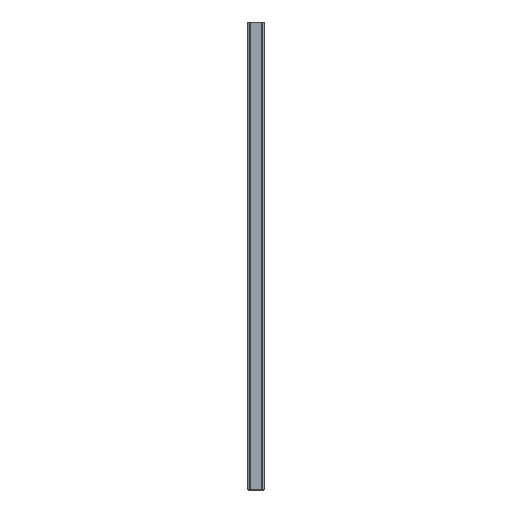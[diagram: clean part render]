
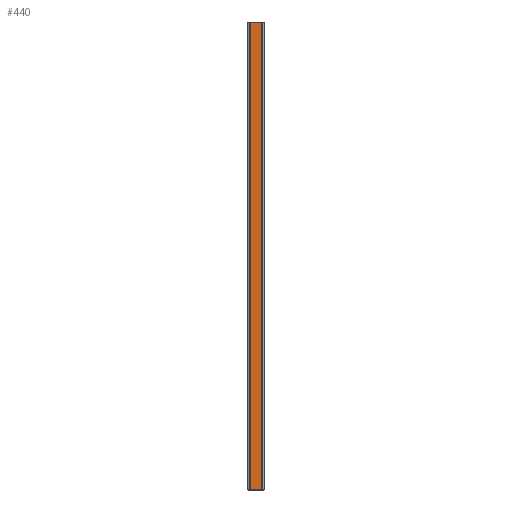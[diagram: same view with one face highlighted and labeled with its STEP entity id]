
A CAD part, top view. The second image highlights one B-rep face of the part: STEP entity #440.
In plain terms, the highlighted planar face has unit normal (0, 0, 1).
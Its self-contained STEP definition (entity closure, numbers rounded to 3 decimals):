
#440=ADVANCED_FACE('',(#912),#913,.T.);
#912=FACE_OUTER_BOUND('',#1399,.T.);
#913=PLANE('',#1400);
#1399=EDGE_LOOP('',(#2710,#2711,#2712,#2713));
#1400=AXIS2_PLACEMENT_3D('',#2714,#2715,#2716);
#2710=ORIENTED_EDGE('',*,*,#3307,.T.);
#2711=ORIENTED_EDGE('',*,*,#3424,.F.);
#2712=ORIENTED_EDGE('',*,*,#3171,.T.);
#2713=ORIENTED_EDGE('',*,*,#3422,.T.);
#2714=CARTESIAN_POINT('',(0.,740.0,26.));
#2715=DIRECTION('',(0.0,0.0,1.0));
#2716=DIRECTION('',(-1.0,0.0,0.0));
#3171=EDGE_CURVE('',#3887,#3885,#3888,.T.);
#3307=EDGE_CURVE('',#4114,#4112,#4115,.T.);
#3422=EDGE_CURVE('',#3885,#4114,#4253,.T.);
#3424=EDGE_CURVE('',#3887,#4112,#4255,.T.);
#3885=VERTEX_POINT('',#4884);
#3887=VERTEX_POINT('',#4887);
#3888=LINE('',#4888,#4889);
#4112=VERTEX_POINT('',#5201);
#4114=VERTEX_POINT('',#5204);
#4115=LINE('',#5205,#5206);
#4253=LINE('',#5382,#5383);
#4255=LINE('',#5385,#5386);
#4884=CARTESIAN_POINT('',(-9.342,740.0,26.));
#4887=CARTESIAN_POINT('',(9.342,740.0,26.));
#4888=CARTESIAN_POINT('',(9.342,740.0,26.));
#4889=VECTOR('',#5720,1.0);
#5201=CARTESIAN_POINT('',(9.342,0.0,26.));
#5204=CARTESIAN_POINT('',(-9.342,0.0,26.));
#5205=CARTESIAN_POINT('',(9.342,0.0,26.));
#5206=VECTOR('',#5876,1.0);
#5382=CARTESIAN_POINT('',(-9.342,740.0,26.));
#5383=VECTOR('',#6008,1.0);
#5385=CARTESIAN_POINT('',(9.342,740.0,26.));
#5386=VECTOR('',#6009,1.0);
#5720=DIRECTION('',(-1.0,0.0,0.0));
#5876=DIRECTION('',(1.0,0.0,0.0));
#6008=DIRECTION('',(0.0,-1.0,0.0));
#6009=DIRECTION('',(0.0,-1.0,0.0));
